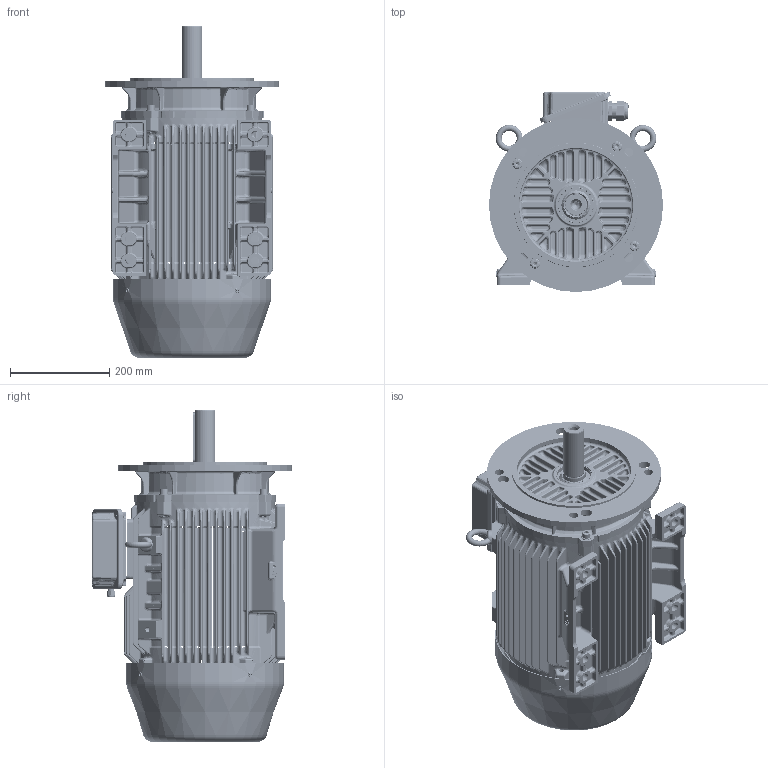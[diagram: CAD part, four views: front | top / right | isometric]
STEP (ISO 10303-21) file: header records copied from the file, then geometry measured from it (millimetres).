
FILE_DESCRIPTION(/* description */ (''),/* implementation_level */ '2;1');
FILE_NAME(/* name */ '6521770xx.stp',/* time_stamp */ '2021-04-05T20:54:25+03:00',/* author */ (''),/* organization */ (''),/* preprocessor_version */ 'ST-DEVELOPER v16',/* originating_system */ 'SIEMENS PLM Software NX 11.0',/* authorisation */ '');
FILE_SCHEMA (('AUTOMOTIVE_DESIGN { 1 0 10303 214 3 1 1 1 }'));
Products named in the file (1): 26000C948E142t15
Bounding box: 350 x 402.41 x 667.5 mm (x, y, z)
Surface area: 1803890.8 mm2 (no closed solid volume)
Topology: 0 solids, 77 shells, 6608 faces, 18351 edges, 11239 vertices
Faces by surface type: bspline 2663, cylinder 1884, plane 1218, torus 426, cone 353, sphere 64
Full cylindrical faces by diameter (mm): 2.5 x1, 4.2 x7, 5.2 x2, 5.3 x4, 5.5 x6, 9 x8, 10 x5, 10.9 x2, 13.2 x1, 14 x1, 15 x1, 16 x8, 17 x1, 18.5 x4, 19 x1, 20 x4, 21 x1, 23 x4, 24.2 x1, 30 x2, 31.25 x1, 34.5 x1, 36 x1, 37 x1, 40 x1, 41.4 x1, 42 x1, 45 x1, 68.667 x1, 250 x1
Entity records: 263421 total; most frequent: CARTESIAN_POINT 116574, ORIENTED_EDGE 31596, DIRECTION 26888, EDGE_CURVE 17873, VERTEX_POINT 11192, AXIS2_PLACEMENT_3D 10954, EDGE_LOOP 7097, ADVANCED_FACE 6608
